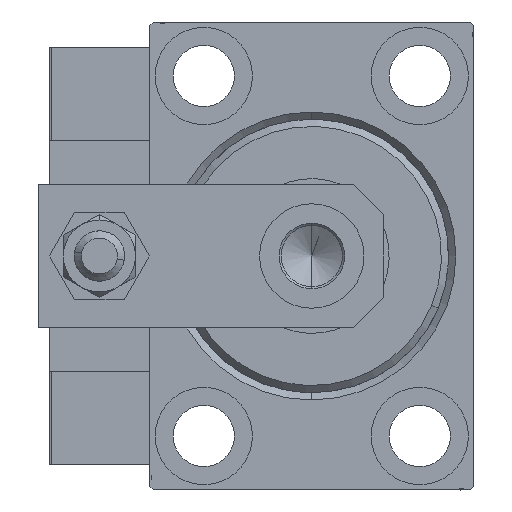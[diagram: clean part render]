
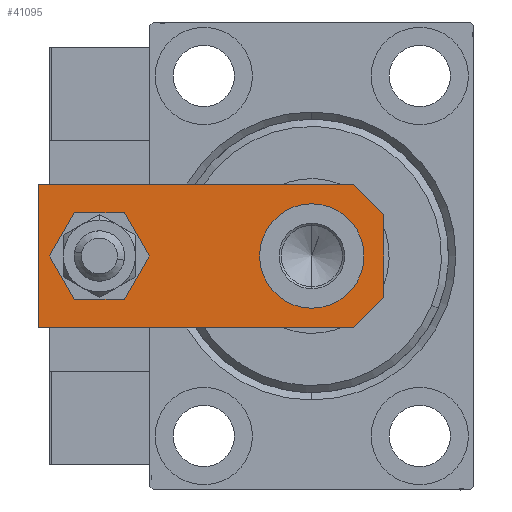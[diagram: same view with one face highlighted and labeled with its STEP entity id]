
A CAD part, left-side view. The second image highlights one B-rep face of the part: STEP entity #41095.
In plain terms, the highlighted face is planar.
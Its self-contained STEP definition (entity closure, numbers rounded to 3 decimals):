
#1647 = LINE ( 'NONE', #5017, #10346 ) ;
#2031 = EDGE_LOOP ( 'NONE', ( #39738, #42249, #49147, #10856, #45688, #31593 ) ) ;
#3808 = ORIENTED_EDGE ( 'NONE', *, *, #13494, .F. ) ;
#4069 = DIRECTION ( 'NONE',  ( 0., 0., 1. ) ) ;
#4115 = LINE ( 'NONE', #39196, #37039 ) ;
#4281 = CARTESIAN_POINT ( 'NONE',  ( -10., 4.24, 6. ) ) ;
#5017 = CARTESIAN_POINT ( 'NONE',  ( -10., 48., 6. ) ) ;
#5026 = VERTEX_POINT ( 'NONE', #44823 ) ;
#5349 = AXIS2_PLACEMENT_3D ( 'NONE', #21090, #26455, #14571 ) ;
#5459 = VECTOR ( 'NONE', #11874, 1000. ) ;
#7422 = CARTESIAN_POINT ( 'NONE',  ( 0., 39.5, 6. ) ) ;
#8171 = ORIENTED_EDGE ( 'NONE', *, *, #12022, .F. ) ;
#8462 = DIRECTION ( 'NONE',  ( -1., 0., 0. ) ) ;
#8467 = VERTEX_POINT ( 'NONE', #10772 ) ;
#10197 = AXIS2_PLACEMENT_3D ( 'NONE', #28838, #20570, #16693 ) ;
#10282 = CIRCLE ( 'NONE', #44889, 7.25 ) ;
#10346 = VECTOR ( 'NONE', #40588, 1000. ) ;
#10665 = VERTEX_POINT ( 'NONE', #15364 ) ;
#10772 = CARTESIAN_POINT ( 'NONE',  ( 4., 39.5, 6. ) ) ;
#10856 = ORIENTED_EDGE ( 'NONE', *, *, #17386, .T. ) ;
#11622 = CARTESIAN_POINT ( 'NONE',  ( 2.88, -2.88, 6. ) ) ;
#11874 = DIRECTION ( 'NONE',  ( 0.707, 0.707, 0. ) ) ;
#12022 = EDGE_CURVE ( 'NONE', #50363, #10665, #32442, .T. ) ;
#12178 = CARTESIAN_POINT ( 'NONE',  ( 0., 0., 6. ) ) ;
#12944 = EDGE_LOOP ( 'NONE', ( #8171, #38431 ) ) ;
#13494 = EDGE_CURVE ( 'NONE', #8467, #24836, #17669, .T. ) ;
#13768 = VECTOR ( 'NONE', #23815, 1000. ) ;
#14571 = DIRECTION ( 'NONE',  ( 1., 0., 0. ) ) ;
#15364 = CARTESIAN_POINT ( 'NONE',  ( 7.25, 10., 6. ) ) ;
#15926 = EDGE_CURVE ( 'NONE', #28019, #33724, #1647, .T. ) ;
#16693 = DIRECTION ( 'NONE',  ( 1., 0., 0. ) ) ;
#17386 = EDGE_CURVE ( 'NONE', #35655, #23067, #24688, .T. ) ;
#17669 = CIRCLE ( 'NONE', #5349, 4. ) ;
#18333 = CARTESIAN_POINT ( 'NONE',  ( -10., 48., 6. ) ) ;
#18563 = AXIS2_PLACEMENT_3D ( 'NONE', #12178, #19160, #27672 ) ;
#18797 = EDGE_CURVE ( 'NONE', #33724, #20485, #47045, .T. ) ;
#18826 = DIRECTION ( 'NONE',  ( 0., 1., 0. ) ) ;
#19160 = DIRECTION ( 'NONE',  ( 0., 0., 1. ) ) ;
#19518 = CARTESIAN_POINT ( 'NONE',  ( 0., 10., 6. ) ) ;
#19852 = CIRCLE ( 'NONE', #28109, 4. ) ;
#20279 = VECTOR ( 'NONE', #32549, 1000. ) ;
#20485 = VERTEX_POINT ( 'NONE', #22557 ) ;
#20570 = DIRECTION ( 'NONE',  ( 0., 0., 1. ) ) ;
#21090 = CARTESIAN_POINT ( 'NONE',  ( 0., 39.5, 6. ) ) ;
#22192 = LINE ( 'NONE', #33806, #46905 ) ;
#22557 = CARTESIAN_POINT ( 'NONE',  ( -5.76, 0., 6. ) ) ;
#23067 = VERTEX_POINT ( 'NONE', #25283 ) ;
#23794 = PLANE ( 'NONE',  #18563 ) ;
#23815 = DIRECTION ( 'NONE',  ( 0.707, -0.707, 0. ) ) ;
#24065 = CARTESIAN_POINT ( 'NONE',  ( -2.88, -2.88, 6. ) ) ;
#24688 = LINE ( 'NONE', #11622, #5459 ) ;
#24836 = VERTEX_POINT ( 'NONE', #28968 ) ;
#25283 = CARTESIAN_POINT ( 'NONE',  ( 10., 4.24, 6. ) ) ;
#26455 = DIRECTION ( 'NONE',  ( 0., 0., 1. ) ) ;
#27667 = LINE ( 'NONE', #28427, #20279 ) ;
#27672 = DIRECTION ( 'NONE',  ( 1., 0., 0. ) ) ;
#28019 = VERTEX_POINT ( 'NONE', #18333 ) ;
#28109 = AXIS2_PLACEMENT_3D ( 'NONE', #7422, #4069, #31912 ) ;
#28427 = CARTESIAN_POINT ( 'NONE',  ( -10., 0., 6. ) ) ;
#28627 = EDGE_CURVE ( 'NONE', #23067, #5026, #22192, .T. ) ;
#28838 = CARTESIAN_POINT ( 'NONE',  ( 0., 10., 6. ) ) ;
#28885 = EDGE_CURVE ( 'NONE', #5026, #28019, #4115, .T. ) ;
#28968 = CARTESIAN_POINT ( 'NONE',  ( -4., 39.5, 6. ) ) ;
#29494 = ORIENTED_EDGE ( 'NONE', *, *, #30212, .F. ) ;
#30212 = EDGE_CURVE ( 'NONE', #24836, #8467, #19852, .T. ) ;
#31593 = ORIENTED_EDGE ( 'NONE', *, *, #28885, .T. ) ;
#31912 = DIRECTION ( 'NONE',  ( 1., 0., 0. ) ) ;
#32442 = CIRCLE ( 'NONE', #10197, 7.25 ) ;
#32549 = DIRECTION ( 'NONE',  ( 1., 0., 0. ) ) ;
#33724 = VERTEX_POINT ( 'NONE', #4281 ) ;
#33806 = CARTESIAN_POINT ( 'NONE',  ( 10., 0., 6. ) ) ;
#34540 = CARTESIAN_POINT ( 'NONE',  ( -7.25, 10., 6. ) ) ;
#34994 = EDGE_CURVE ( 'NONE', #10665, #50363, #10282, .T. ) ;
#35655 = VERTEX_POINT ( 'NONE', #36149 ) ;
#36149 = CARTESIAN_POINT ( 'NONE',  ( 5.76, 0., 6. ) ) ;
#37039 = VECTOR ( 'NONE', #8462, 1000. ) ;
#38431 = ORIENTED_EDGE ( 'NONE', *, *, #34994, .F. ) ;
#39196 = CARTESIAN_POINT ( 'NONE',  ( 10., 48., 6. ) ) ;
#39285 = FACE_BOUND ( 'NONE', #12944, .T. ) ;
#39738 = ORIENTED_EDGE ( 'NONE', *, *, #15926, .T. ) ;
#40588 = DIRECTION ( 'NONE',  ( 0., -1., 0. ) ) ;
#40800 = EDGE_LOOP ( 'NONE', ( #29494, #3808 ) ) ;
#41095 = ADVANCED_FACE ( 'NONE', ( #50625, #47021, #39285 ), #23794, .T. ) ;
#42249 = ORIENTED_EDGE ( 'NONE', *, *, #18797, .T. ) ;
#43659 = EDGE_CURVE ( 'NONE', #20485, #35655, #27667, .T. ) ;
#44823 = CARTESIAN_POINT ( 'NONE',  ( 10., 48., 6. ) ) ;
#44889 = AXIS2_PLACEMENT_3D ( 'NONE', #19518, #47613, #46618 ) ;
#45688 = ORIENTED_EDGE ( 'NONE', *, *, #28627, .T. ) ;
#46618 = DIRECTION ( 'NONE',  ( 1., 0., 0. ) ) ;
#46905 = VECTOR ( 'NONE', #18826, 1000. ) ;
#47021 = FACE_OUTER_BOUND ( 'NONE', #2031, .T. ) ;
#47045 = LINE ( 'NONE', #24065, #13768 ) ;
#47613 = DIRECTION ( 'NONE',  ( 0., 0., 1. ) ) ;
#49147 = ORIENTED_EDGE ( 'NONE', *, *, #43659, .T. ) ;
#50363 = VERTEX_POINT ( 'NONE', #34540 ) ;
#50625 = FACE_BOUND ( 'NONE', #40800, .T. ) ;
